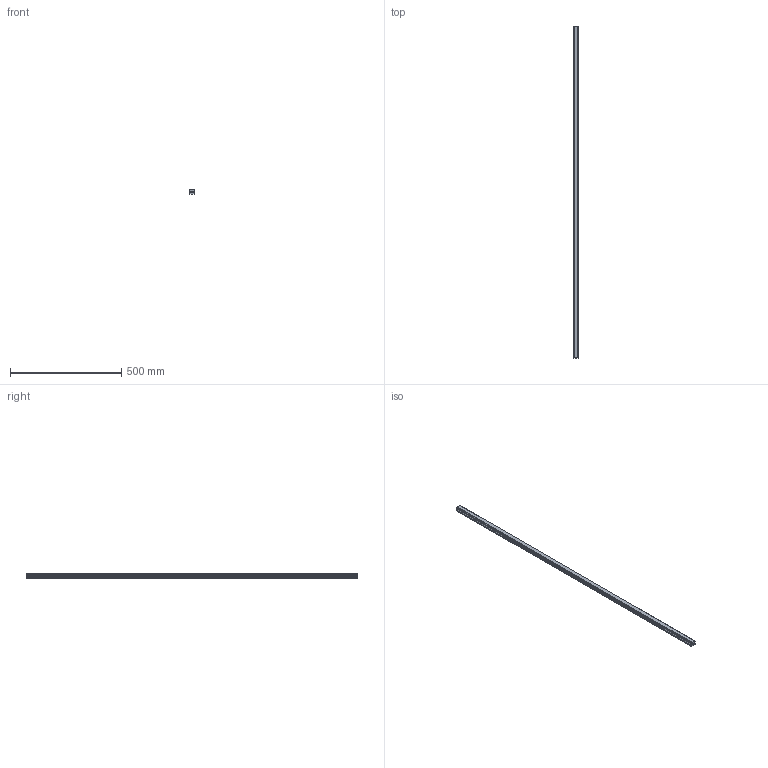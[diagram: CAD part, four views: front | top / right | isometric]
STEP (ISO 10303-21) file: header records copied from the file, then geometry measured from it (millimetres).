
FILE_DESCRIPTION(('STEP AP214'),'1');
FILE_NAME('cctmp_CD6D8581-BA68-4572-9C0B-B88F066C2789_2021_01_25_13_03_24_0319..stp','2021-01-25T12:03:24',('HIWIN GmbH'),('CADClick - www.CADClick.com'),'Spatial InterOp 3D',' ','unknown authorization');
FILE_SCHEMA(('AUTOMOTIVE_DESIGN'));
Length unit declared in the file: millimetre
Products named in the file (1): HGR25T1490C_FILE
Bounding box: 23 x 1490 x 22 mm (x, y, z)
Volume: 644167.8 mm3; surface area: 141913.7 mm2
Topology: 1 solids, 1 shells, 286 faces, 865 edges, 535 vertices
Faces by surface type: plane 164, cylinder 72, cone 50
Entity records: 11735 total; most frequent: DIRECTION 1733, CARTESIAN_POINT 1637, ORIENTED_EDGE 1630, EDGE_CURVE 815, AXIS2_PLACEMENT_3D 631, VERTEX_POINT 535, LINE 471, VECTOR 471
